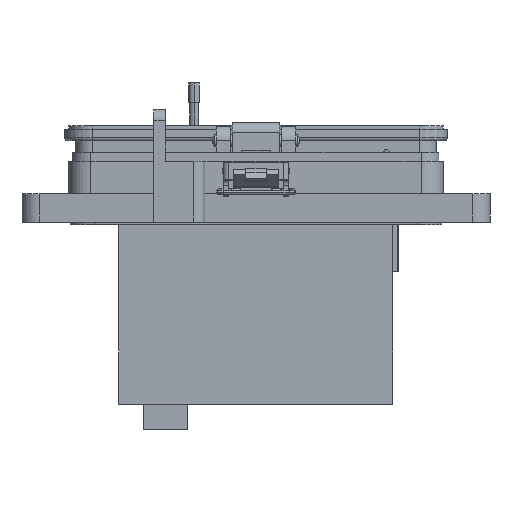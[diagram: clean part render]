
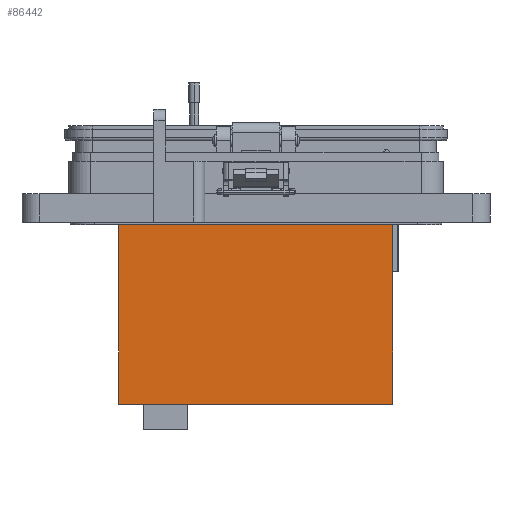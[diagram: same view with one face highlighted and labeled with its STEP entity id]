
A CAD part, front view. The second image highlights one B-rep face of the part: STEP entity #86442.
In plain terms, the highlighted planar face has unit normal (0, -1, 0).
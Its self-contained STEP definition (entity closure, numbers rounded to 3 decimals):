
#1925 = DIRECTION ( 'NONE',  ( 0., 0., 1. ) ) ;
#3124 = ORIENTED_EDGE ( 'NONE', *, *, #65544, .T. ) ;
#6375 = FACE_OUTER_BOUND ( 'NONE', #21035, .T. ) ;
#9345 = VERTEX_POINT ( 'NONE', #51193 ) ;
#17149 = AXIS2_PLACEMENT_3D ( 'NONE', #17237, #74788, #25449 ) ;
#17237 = CARTESIAN_POINT ( 'NONE',  ( 73.152, -3.594, -76.2 ) ) ;
#18844 = EDGE_CURVE ( 'NONE', #22038, #61288, #23195, .T. ) ;
#21035 = EDGE_LOOP ( 'NONE', ( #3124, #49794, #53569, #45609 ) ) ;
#21116 = VERTEX_POINT ( 'NONE', #41504 ) ;
#22038 = VERTEX_POINT ( 'NONE', #23587 ) ;
#23195 = LINE ( 'NONE', #39456, #64486 ) ;
#23587 = CARTESIAN_POINT ( 'NONE',  ( -3.048, -3.594, 0. ) ) ;
#24380 = VECTOR ( 'NONE', #36413, 1000. ) ;
#25449 = DIRECTION ( 'NONE',  ( 1., 0., 0. ) ) ;
#28100 = CARTESIAN_POINT ( 'NONE',  ( 35.052, -3.594, -76.2 ) ) ;
#32160 = LINE ( 'NONE', #51178, #73374 ) ;
#36413 = DIRECTION ( 'NONE',  ( 1., 0., 0. ) ) ;
#36519 = EDGE_CURVE ( 'NONE', #61288, #21116, #54100, .T. ) ;
#39456 = CARTESIAN_POINT ( 'NONE',  ( 35.052, -3.594, 0. ) ) ;
#41504 = CARTESIAN_POINT ( 'NONE',  ( 93.472, -3.594, -76.2 ) ) ;
#45609 = ORIENTED_EDGE ( 'NONE', *, *, #86044, .F. ) ;
#47370 = DIRECTION ( 'NONE',  ( 1., 0., 0. ) ) ;
#48928 = LINE ( 'NONE', #28100, #24380 ) ;
#49794 = ORIENTED_EDGE ( 'NONE', *, *, #36519, .F. ) ;
#51178 = CARTESIAN_POINT ( 'NONE',  ( -3.048, -3.594, -76.2 ) ) ;
#51193 = CARTESIAN_POINT ( 'NONE',  ( -3.048, -3.594, -76.2 ) ) ;
#53569 = ORIENTED_EDGE ( 'NONE', *, *, #18844, .F. ) ;
#54100 = LINE ( 'NONE', #84391, #97891 ) ;
#59675 = CARTESIAN_POINT ( 'NONE',  ( 93.472, -3.594, 0. ) ) ;
#61288 = VERTEX_POINT ( 'NONE', #59675 ) ;
#64486 = VECTOR ( 'NONE', #47370, 1000. ) ;
#65544 = EDGE_CURVE ( 'NONE', #9345, #21116, #48928, .T. ) ;
#73374 = VECTOR ( 'NONE', #1925, 1000. ) ;
#74788 = DIRECTION ( 'NONE',  ( 0., -1., 0. ) ) ;
#84391 = CARTESIAN_POINT ( 'NONE',  ( 93.472, -3.594, -38.1 ) ) ;
#86044 = EDGE_CURVE ( 'NONE', #9345, #22038, #32160, .T. ) ;
#86442 = ADVANCED_FACE ( 'NONE', ( #6375 ), #91032, .T. ) ;
#91032 = PLANE ( 'NONE',  #17149 ) ;
#92307 = DIRECTION ( 'NONE',  ( 0., 0., -1. ) ) ;
#97891 = VECTOR ( 'NONE', #92307, 1000. ) ;
